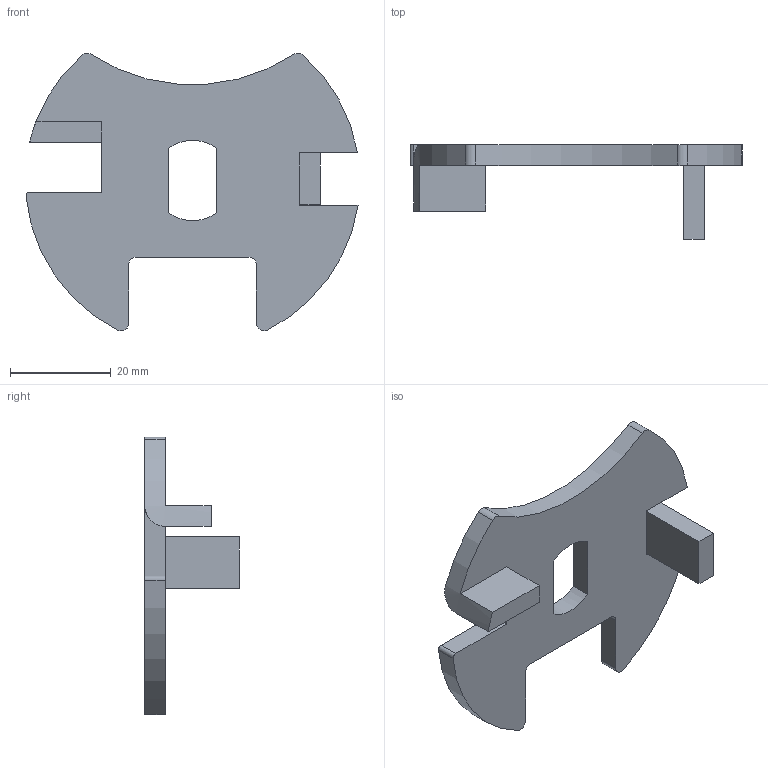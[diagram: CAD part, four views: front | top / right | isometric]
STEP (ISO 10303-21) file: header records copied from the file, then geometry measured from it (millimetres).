
FILE_DESCRIPTION(/* description */ ('DM200SS Interlock Cam, Female'),/* implementation_level */ '2;1');
FILE_NAME(/* name */ 'DM15154SS.stp',/* time_stamp */ '2016-07-05T14:07:58-04:00',/* author */ ('DGutierrez'),/* organization */ ('Banjo Corporation'),/* preprocessor_version */ 'ST-DEVELOPER v16.1',/* originating_system */ 'Autodesk Inventor 2016',/* authorisation */ '');
FILE_SCHEMA (('AUTOMOTIVE_DESIGN { 1 0 10303 214 3 1 1 }'));
Length unit declared in the file: inch
Products named in the file (1): DM15154SS
Bounding box: 66.04 x 18.8 x 55.25 mm (x, y, z)
Volume: 10210.6 mm3; surface area: 6592 mm2
Topology: 1 solids, 1 shells, 38 faces, 102 edges, 66 vertices
Faces by surface type: plane 22, cylinder 16
Entity records: 1227 total; most frequent: CARTESIAN_POINT 216, DIRECTION 211, ORIENTED_EDGE 204, EDGE_CURVE 102, AXIS2_PLACEMENT_3D 71, LINE 69, VECTOR 69, VERTEX_POINT 66
